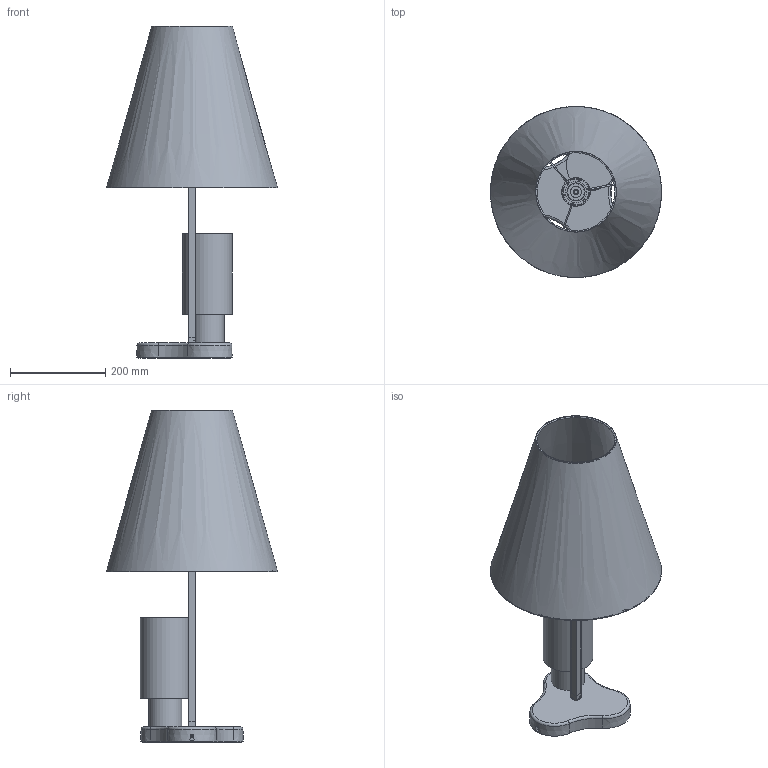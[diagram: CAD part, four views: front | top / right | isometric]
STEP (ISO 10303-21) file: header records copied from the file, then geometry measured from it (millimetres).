
FILE_DESCRIPTION(/* description */ (''),/* implementation_level */ '2;1');
FILE_NAME(/* name */ 'F420805400NENE.stp',/* time_stamp */ '2020-01-14T10:27:21+01:00',/* author */ ('sghezzi'),/* organization */ (''),/* preprocessor_version */ 'ST-DEVELOPER v17.2',/* originating_system */ 'Autodesk Inventor 2019',/* authorisation */ '');
FILE_SCHEMA (('AUTOMOTIVE_DESIGN { 1 0 10303 214 3 1 1 }'));
Length unit declared in the file: millimetre
Products named in the file (19): F420805400NENE; 003420850; 007420820; INGOMBRO MANO; 007420810; P4208; 005530602; 058005000; 007420840; 007354896; 006600329; 061013010; 003420800; 009420801; 065011003; 006600102; 006600066; 064005001; 063022100
Assembly tree (29 placements, depth 2):
  F420805400NENE
    003420850
    007420820
    061013010  x2
    INGOMBRO MANO
    007420810
    006600066  x3
    063022100  x4
    P4208
    005530602
    058005000
    007420840
    007354896  x2
    006600329  x4
    003420800
    009420801
    065011003  x2
    006600102
    064005001
Bounding box: 359.71 x 359.71 x 697.97 mm (x, y, z)
Volume: 2558448.6 mm3; surface area: 926000.5 mm2
Topology: 33 solids, 33 shells, 1680 faces, 4615 edges, 3075 vertices
Faces by surface type: plane 878, cylinder 689, bspline 63, cone 28, torus 20, sphere 2
Full cylindrical faces by diameter (mm): 0.337 x1, 0.538 x1, 2.459 x3, 3 x3, 3.242 x2, 3.8 x6, 4 x4, 4.2 x4, 4.5 x2, 5.6 x2, 6.5 x2, 7 x5, 7.6 x4, 8.5 x3, 8.917 x2, 10 x2, 10.5 x1, 10.8 x4, 13 x2, 17.8 x4, 24 x1, 35 x1, 37.2 x1, 37.8 x2, 38 x1, 42.12 x2, 45.8 x1, 46 x1, 54 x1, 58.5 x1
Entity records: 57864 total; most frequent: CARTESIAN_POINT 17191, DIRECTION 8472, ORIENTED_EDGE 8352, EDGE_CURVE 4176, AXIS2_PLACEMENT_3D 2981, VERTEX_POINT 2789, LINE 2510, VECTOR 2510
